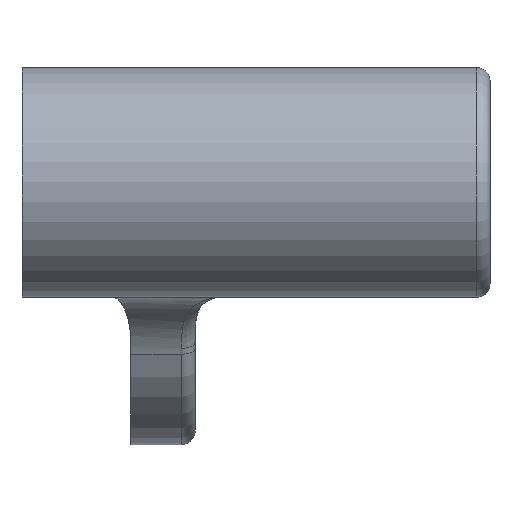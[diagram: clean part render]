
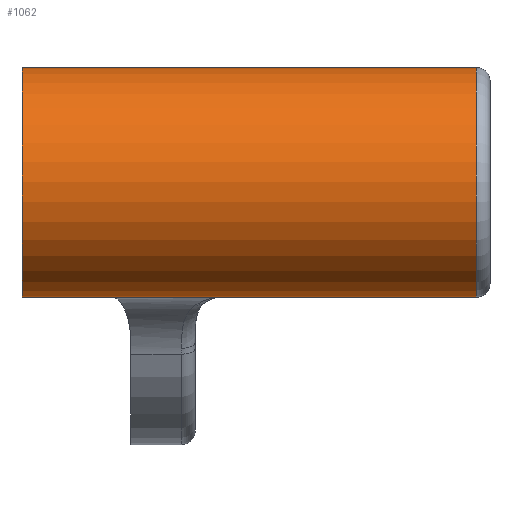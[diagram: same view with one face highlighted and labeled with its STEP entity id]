
A CAD part, left-side view. The second image highlights one B-rep face of the part: STEP entity #1062.
In plain terms, the highlighted cylindrical face has radius 12.5 mm (diameter 25 mm), a partial arc.
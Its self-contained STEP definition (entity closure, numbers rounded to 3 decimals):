
#70=CIRCLE('',#1106,12.5);
#108=CIRCLE('',#1175,12.5);
#172=FACE_OUTER_BOUND('',#238,.T.);
#238=EDGE_LOOP('',(#964,#965,#966,#967));
#301=LINE('',#1980,#360);
#333=LINE('',#2709,#392);
#360=VECTOR('',#1342,10.);
#392=VECTOR('',#1474,10.);
#427=VERTEX_POINT('',#1906);
#429=VERTEX_POINT('',#1912);
#451=VERTEX_POINT('',#1978);
#486=VERTEX_POINT('',#2480);
#535=EDGE_CURVE('',#429,#427,#70,.T.);
#569=EDGE_CURVE('',#429,#451,#301,.T.);
#628=EDGE_CURVE('',#486,#451,#108,.T.);
#644=EDGE_CURVE('',#427,#486,#333,.T.);
#964=ORIENTED_EDGE('',*,*,#535,.F.);
#965=ORIENTED_EDGE('',*,*,#569,.T.);
#966=ORIENTED_EDGE('',*,*,#628,.F.);
#967=ORIENTED_EDGE('',*,*,#644,.F.);
#1000=CYLINDRICAL_SURFACE('',#1192,12.5);
#1062=ADVANCED_FACE('',(#172),#1000,.T.);
#1106=AXIS2_PLACEMENT_3D('',#1914,#1266,#1267);
#1175=AXIS2_PLACEMENT_3D('',#2482,#1440,#1441);
#1192=AXIS2_PLACEMENT_3D('',#3226,#1484,#1485);
#1266=DIRECTION('center_axis',(0.,-1.,0.));
#1267=DIRECTION('ref_axis',(-1.,0.,0.));
#1342=DIRECTION('',(0.,1.,0.));
#1440=DIRECTION('center_axis',(0.,1.,0.));
#1441=DIRECTION('ref_axis',(0.,0.,-1.));
#1474=DIRECTION('',(0.,1.,0.));
#1484=DIRECTION('center_axis',(0.,1.,0.));
#1485=DIRECTION('ref_axis',(0.,0.,-1.));
#1906=CARTESIAN_POINT('',(-80.,1.5,0.));
#1912=CARTESIAN_POINT('',(-80.,1.5,25.));
#1914=CARTESIAN_POINT('Origin',(-80.,1.5,12.5));
#1978=CARTESIAN_POINT('',(-80.,50.8,25.));
#1980=CARTESIAN_POINT('',(-80.,0.,25.));
#2480=CARTESIAN_POINT('',(-80.,50.8,0.));
#2482=CARTESIAN_POINT('Origin',(-80.,50.8,12.5));
#2709=CARTESIAN_POINT('',(-80.,0.,0.));
#3226=CARTESIAN_POINT('Origin',(-80.,0.,12.5));
